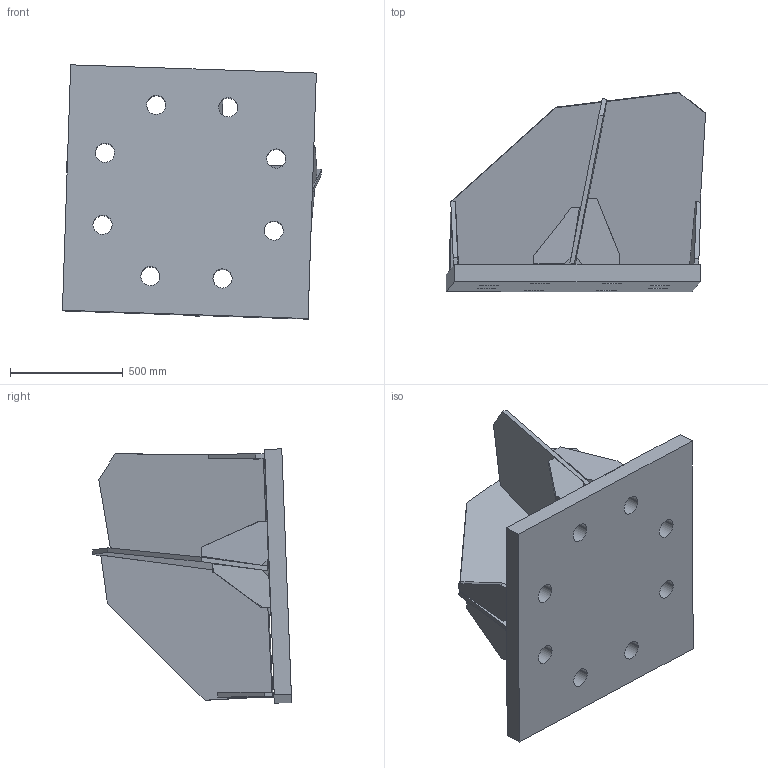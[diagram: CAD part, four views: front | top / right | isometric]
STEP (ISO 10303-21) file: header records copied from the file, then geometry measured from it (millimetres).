
FILE_DESCRIPTION (( 'STEP AP214' ), '1' );
FILE_NAME ('BigOne.STEP', '2022-09-18T20:33:29', ( '' ), ( '' ), 'SwSTEP 2.0', 'SolidWorks 2019', '' );
FILE_SCHEMA (( 'AUTOMOTIVE_DESIGN' ));
Length unit declared in the file: millimetre
Products named in the file (9): 铁塔工作站总装图.STEP; 1355H.STEP; 1357H____.STEP; 1356H.STEP; ______-28.STEP; 1358H.STEP; BigOne; 1359H.STEP; 1354H.STEP
Assembly tree (14 placements, depth 4):
  BigOne
    铁塔工作站总装图.STEP
      ______-28.STEP
        1357H____.STEP
        1354H.STEP
        1355H.STEP
        1356H.STEP
        1358H.STEP  x4
        1359H.STEP  x4
Bounding box: 1149.55 x 884.15 x 1128.24 mm (x, y, z)
Volume: 119759922.3 mm3; surface area: 6359043.1 mm2
Topology: 12 solids, 12 shells, 109 faces, 255 edges, 170 vertices
Faces by surface type: plane 93, cylinder 16
Entity records: 2191 total; most frequent: DIRECTION 339, CARTESIAN_POINT 325, ORIENTED_EDGE 294, EDGE_CURVE 147, VECTOR 115, LINE 115, AXIS2_PLACEMENT_3D 112, VERTEX_POINT 98
